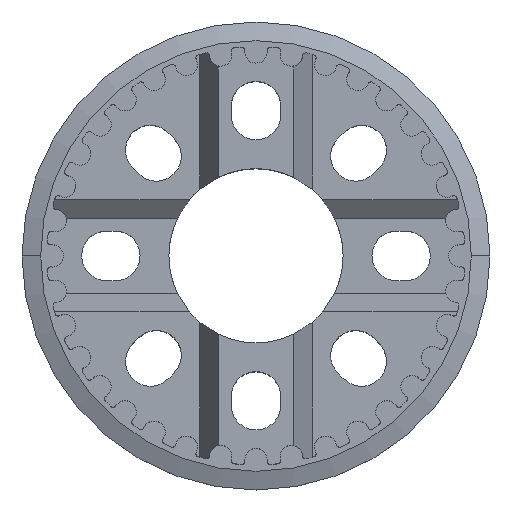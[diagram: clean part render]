
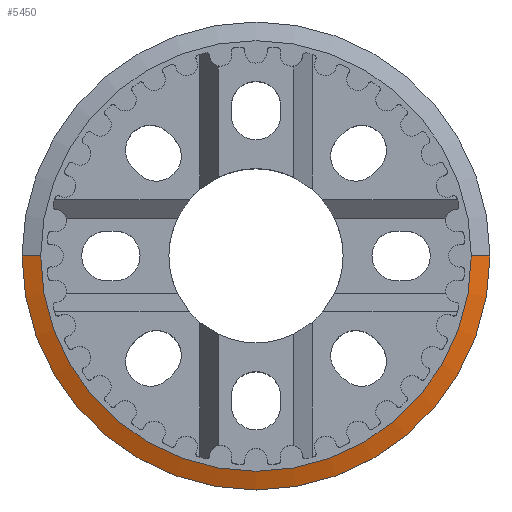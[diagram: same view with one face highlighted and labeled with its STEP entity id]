
A CAD part, top view. The second image highlights one B-rep face of the part: STEP entity #5450.
In plain terms, the highlighted conical face has half-angle 70 degrees and reference radius 18.8 mm.
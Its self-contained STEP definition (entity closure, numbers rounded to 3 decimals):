
#905 = FACE_OUTER_BOUND ( 'NONE', #4267, .T. ) ;
#945 = VECTOR ( 'NONE', #9134, 1000. ) ;
#1118 = ORIENTED_EDGE ( 'NONE', *, *, #6133, .T. ) ;
#1150 = DIRECTION ( 'NONE',  ( -0.94, 0., -0.342 ) ) ;
#1326 = CARTESIAN_POINT ( 'NONE',  ( 0., 0., -10.846 ) ) ;
#1417 = VERTEX_POINT ( 'NONE', #7443 ) ;
#1446 = CARTESIAN_POINT ( 'NONE',  ( -17.3, 0., -10.3 ) ) ;
#1541 = AXIS2_PLACEMENT_3D ( 'NONE', #4280, #2050, #6020 ) ;
#1730 = LINE ( 'NONE', #8865, #7561 ) ;
#1780 = LINE ( 'NONE', #8383, #945 ) ;
#1955 = DIRECTION ( 'NONE',  ( 0., 0., 1. ) ) ;
#2050 = DIRECTION ( 'NONE',  ( 0., 0., -1. ) ) ;
#2500 = EDGE_CURVE ( 'NONE', #8447, #3476, #4987, .T. ) ;
#2706 = DIRECTION ( 'NONE',  ( -1., 0., 0. ) ) ;
#2772 = EDGE_CURVE ( 'NONE', #3476, #6979, #1780, .T. ) ;
#3476 = VERTEX_POINT ( 'NONE', #7156 ) ;
#3504 = CARTESIAN_POINT ( 'NONE',  ( 0., 0., -10.3 ) ) ;
#3704 = ORIENTED_EDGE ( 'NONE', *, *, #6178, .F. ) ;
#3853 = CIRCLE ( 'NONE', #7080, 18.8 ) ;
#4267 = EDGE_LOOP ( 'NONE', ( #4735, #5746, #1118, #3704 ) ) ;
#4280 = CARTESIAN_POINT ( 'NONE',  ( 0., 0., -10.846 ) ) ;
#4341 = DIRECTION ( 'NONE',  ( 0., 0., -1. ) ) ;
#4735 = ORIENTED_EDGE ( 'NONE', *, *, #2772, .F. ) ;
#4987 = CIRCLE ( 'NONE', #6854, 17.3 ) ;
#5450 = ADVANCED_FACE ( 'NONE', ( #905 ), #9104, .T. ) ;
#5746 = ORIENTED_EDGE ( 'NONE', *, *, #2500, .F. ) ;
#6020 = DIRECTION ( 'NONE',  ( -1., 0., 0. ) ) ;
#6133 = EDGE_CURVE ( 'NONE', #8447, #1417, #1730, .T. ) ;
#6178 = EDGE_CURVE ( 'NONE', #6979, #1417, #3853, .T. ) ;
#6854 = AXIS2_PLACEMENT_3D ( 'NONE', #3504, #1955, #2706 ) ;
#6979 = VERTEX_POINT ( 'NONE', #7512 ) ;
#7080 = AXIS2_PLACEMENT_3D ( 'NONE', #1326, #4341, #9754 ) ;
#7156 = CARTESIAN_POINT ( 'NONE',  ( 17.3, 0., -10.3 ) ) ;
#7443 = CARTESIAN_POINT ( 'NONE',  ( -18.8, 0., -10.846 ) ) ;
#7512 = CARTESIAN_POINT ( 'NONE',  ( 18.8, 0., -10.846 ) ) ;
#7561 = VECTOR ( 'NONE', #1150, 1000. ) ;
#8383 = CARTESIAN_POINT ( 'NONE',  ( 18.8, 0., -10.846 ) ) ;
#8447 = VERTEX_POINT ( 'NONE', #1446 ) ;
#8865 = CARTESIAN_POINT ( 'NONE',  ( -18.8, 0., -10.846 ) ) ;
#9104 = CONICAL_SURFACE ( 'NONE', #1541, 18.8, 1.222 ) ;
#9134 = DIRECTION ( 'NONE',  ( 0.94, 0., -0.342 ) ) ;
#9754 = DIRECTION ( 'NONE',  ( -1., 0., 0. ) ) ;
